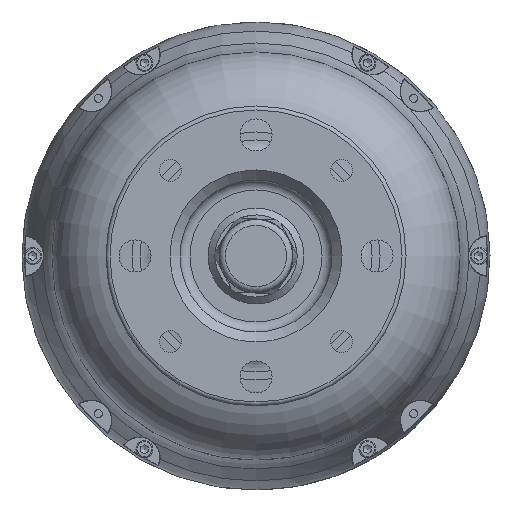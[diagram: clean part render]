
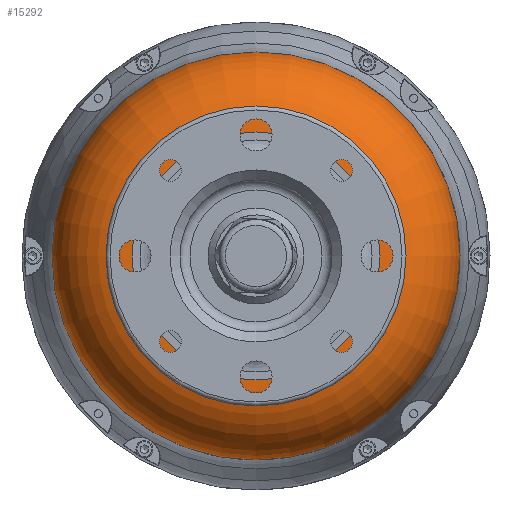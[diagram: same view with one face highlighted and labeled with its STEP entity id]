
A CAD part, left-side view. The second image highlights one B-rep face of the part: STEP entity #15292.
In plain terms, the highlighted toroidal (fillet/blend) face has major radius 62 mm and minor radius 40 mm.
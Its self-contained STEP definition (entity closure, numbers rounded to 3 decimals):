
#306=TOROIDAL_SURFACE('',#16425,62.,40.);
#3881=FACE_BOUND('',#5023,.T.);
#4068=FACE_OUTER_BOUND('',#5022,.T.);
#5022=EDGE_LOOP('',(#10814));
#5023=EDGE_LOOP('',(#10815));
#6058=CIRCLE('',#16422,102.);
#6059=CIRCLE('',#16424,62.);
#6774=VERTEX_POINT('',#22874);
#6775=VERTEX_POINT('',#22877);
#8303=EDGE_CURVE('',#6774,#6774,#6058,.T.);
#8304=EDGE_CURVE('',#6775,#6775,#6059,.T.);
#10814=ORIENTED_EDGE('',*,*,#8303,.T.);
#10815=ORIENTED_EDGE('',*,*,#8304,.T.);
#15292=ADVANCED_FACE('',(#4068,#3881),#306,.T.);
#16422=AXIS2_PLACEMENT_3D('',#22875,#18342,#18343);
#16424=AXIS2_PLACEMENT_3D('',#22878,#18346,#18347);
#16425=AXIS2_PLACEMENT_3D('',#22879,#18348,#18349);
#18342=DIRECTION('center_axis',(-1.,0.,0.));
#18343=DIRECTION('ref_axis',(0.,-1.,0.));
#18346=DIRECTION('center_axis',(1.,0.,0.));
#18347=DIRECTION('ref_axis',(0.,-1.,0.));
#18348=DIRECTION('center_axis',(-1.,0.,0.));
#18349=DIRECTION('ref_axis',(0.,0.,
1.));
#22874=CARTESIAN_POINT('',(-103.1,102.,0.));
#22875=CARTESIAN_POINT('Origin',(-103.1,0.,0.));
#22877=CARTESIAN_POINT('',(-143.1,62.,0.));
#22878=CARTESIAN_POINT('Origin',(-143.1,0.,0.));
#22879=CARTESIAN_POINT('Origin',(-103.1,0.,0.));
